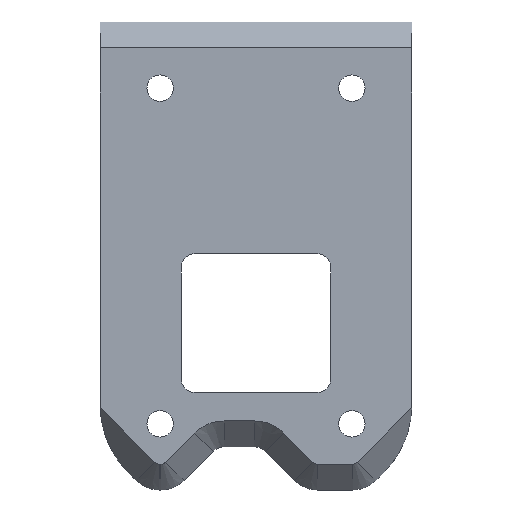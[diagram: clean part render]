
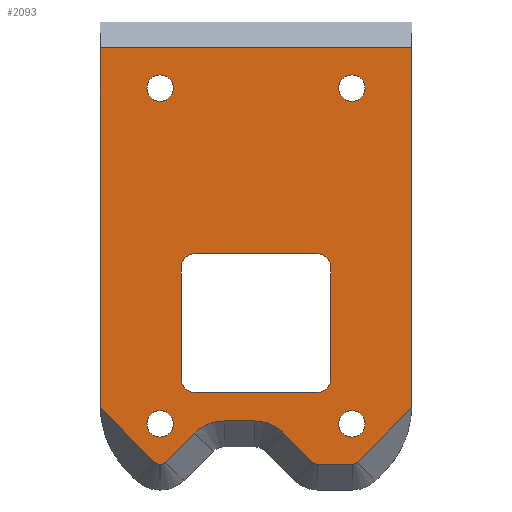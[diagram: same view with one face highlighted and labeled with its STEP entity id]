
A CAD part, front view. The second image highlights one B-rep face of the part: STEP entity #2093.
In plain terms, the highlighted planar face has unit normal (0, -1, 0).
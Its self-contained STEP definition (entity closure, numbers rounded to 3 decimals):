
#22 = VERTEX_POINT('',#23);
#23 = CARTESIAN_POINT('',(-32.5,-2.6,-21.019));
#31 = EDGE_CURVE('',#32,#22,#34,.T.);
#32 = VERTEX_POINT('',#33);
#33 = CARTESIAN_POINT('',(-32.5,-2.6,53.4));
#34 = LINE('',#35,#36);
#35 = CARTESIAN_POINT('',(-32.5,-2.6,35.));
#36 = VECTOR('',#37,1.);
#37 = DIRECTION('',(0.,0.,-1.));
#78 = EDGE_CURVE('',#32,#79,#81,.T.);
#79 = VERTEX_POINT('',#80);
#80 = CARTESIAN_POINT('',(32.5,-2.6,53.4));
#81 = LINE('',#82,#83);
#82 = CARTESIAN_POINT('',(26.,-2.6,53.4));
#83 = VECTOR('',#84,1.);
#84 = DIRECTION('',(1.,0.,0.));
#118 = VERTEX_POINT('',#119);
#119 = CARTESIAN_POINT('',(-32.489,-2.6,-21.677));
#126 = EDGE_CURVE('',#118,#22,#127,.T.);
#127 = CIRCLE('',#128,20.);
#128 = AXIS2_PLACEMENT_3D('',#129,#130,#131);
#129 = CARTESIAN_POINT('',(-12.5,-2.6,-21.019));
#130 = DIRECTION('',(0.,1.,0.));
#131 = DIRECTION('',(-0.924,0.,-0.383));
#142 = EDGE_CURVE('',#143,#79,#145,.T.);
#143 = VERTEX_POINT('',#144);
#144 = CARTESIAN_POINT('',(32.5,-2.6,-21.019));
#145 = LINE('',#146,#147);
#146 = CARTESIAN_POINT('',(32.5,-2.6,-10.5));
#147 = VECTOR('',#148,1.);
#148 = DIRECTION('',(0.,0.,1.));
#191 = VERTEX_POINT('',#192);
#192 = CARTESIAN_POINT('',(-21.176,-2.6,-32.99));
#198 = EDGE_CURVE('',#118,#191,#199,.T.);
#199 = LINE('',#200,#201);
#200 = CARTESIAN_POINT('',(-26.63,-2.6,-27.537));
#201 = VECTOR('',#202,1.);
#202 = DIRECTION('',(0.707,0.,-0.707));
#213 = VERTEX_POINT('',#214);
#214 = CARTESIAN_POINT('',(32.489,-2.6,-21.677));
#239 = EDGE_CURVE('',#143,#213,#240,.T.);
#240 = CIRCLE('',#241,20.);
#241 = AXIS2_PLACEMENT_3D('',#242,#243,#244);
#242 = CARTESIAN_POINT('',(12.5,-2.6,-21.019));
#243 = DIRECTION('',(0.,1.,0.));
#244 = DIRECTION('',(0.924,0.,-0.383));
#255 = VERTEX_POINT('',#256);
#256 = CARTESIAN_POINT('',(-20.186,-2.6,-33.4));
#264 = EDGE_CURVE('',#191,#255,#265,.T.);
#265 = CIRCLE('',#266,1.4);
#266 = AXIS2_PLACEMENT_3D('',#267,#268,#269);
#267 = CARTESIAN_POINT('',(-20.186,-2.6,-32.));
#268 = DIRECTION('',(0.,-1.,0.));
#269 = DIRECTION('',(-0.707,-0.,-0.707));
#288 = EDGE_CURVE('',#289,#213,#291,.T.);
#289 = VERTEX_POINT('',#290);
#290 = CARTESIAN_POINT('',(21.176,-2.6,-32.99));
#291 = LINE('',#292,#293);
#292 = CARTESIAN_POINT('',(33.787,-2.6,-20.38));
#293 = VECTOR('',#294,1.);
#294 = DIRECTION('',(0.707,0.,0.707));
#319 = VERTEX_POINT('',#320);
#320 = CARTESIAN_POINT('',(-19.814,-2.6,-33.4));
#328 = EDGE_CURVE('',#255,#319,#329,.T.);
#329 = LINE('',#330,#331);
#330 = CARTESIAN_POINT('',(-9.907,-2.6,-33.4));
#331 = VECTOR('',#332,1.);
#332 = DIRECTION('',(1.,0.,0.));
#350 = EDGE_CURVE('',#351,#289,#353,.T.);
#351 = VERTEX_POINT('',#352);
#352 = CARTESIAN_POINT('',(20.186,-2.6,-33.4));
#353 = CIRCLE('',#354,1.4);
#354 = AXIS2_PLACEMENT_3D('',#355,#356,#357);
#355 = CARTESIAN_POINT('',(20.186,-2.6,-32.));
#356 = DIRECTION('',(0.,-1.,0.));
#357 = DIRECTION('',(0.,0.,-1.));
#383 = VERTEX_POINT('',#384);
#384 = CARTESIAN_POINT('',(-18.824,-2.6,-32.99));
#392 = EDGE_CURVE('',#319,#383,#393,.T.);
#393 = CIRCLE('',#394,1.4);
#394 = AXIS2_PLACEMENT_3D('',#395,#396,#397);
#395 = CARTESIAN_POINT('',(-19.814,-2.6,-32.));
#396 = DIRECTION('',(0.,-1.,0.));
#397 = DIRECTION('',(0.,-0.,-1.));
#416 = EDGE_CURVE('',#417,#351,#419,.T.);
#417 = VERTEX_POINT('',#418);
#418 = CARTESIAN_POINT('',(12.814,-2.6,-33.4));
#419 = LINE('',#420,#421);
#420 = CARTESIAN_POINT('',(10.093,-2.6,-33.4));
#421 = VECTOR('',#422,1.);
#422 = DIRECTION('',(1.,0.,0.));
#447 = VERTEX_POINT('',#448);
#448 = CARTESIAN_POINT('',(-12.753,-2.6,-26.919));
#456 = EDGE_CURVE('',#383,#447,#457,.T.);
#457 = LINE('',#458,#459);
#458 = CARTESIAN_POINT('',(-0.335,-2.6,-14.501));
#459 = VECTOR('',#460,1.);
#460 = DIRECTION('',(0.707,0.,0.707));
#478 = EDGE_CURVE('',#479,#417,#481,.T.);
#479 = VERTEX_POINT('',#480);
#480 = CARTESIAN_POINT('',(11.824,-2.6,-32.99));
#481 = CIRCLE('',#482,1.4);
#482 = AXIS2_PLACEMENT_3D('',#483,#484,#485);
#483 = CARTESIAN_POINT('',(12.814,-2.6,-32.));
#484 = DIRECTION('',(0.,-1.,0.));
#485 = DIRECTION('',(-0.707,-0.,-0.707));
#520 = EDGE_CURVE('',#447,#521,#523,.T.);
#521 = VERTEX_POINT('',#522);
#522 = CARTESIAN_POINT('',(-6.672,-2.6,-24.4));
#523 = CIRCLE('',#524,8.6);
#524 = AXIS2_PLACEMENT_3D('',#525,#526,#527);
#525 = CARTESIAN_POINT('',(-6.672,-2.6,-33.));
#526 = DIRECTION('',(0.,1.,-0.));
#527 = DIRECTION('',(-0.707,0.,0.707));
#544 = EDGE_CURVE('',#545,#479,#547,.T.);
#545 = VERTEX_POINT('',#546);
#546 = CARTESIAN_POINT('',(5.753,-2.6,-26.919));
#547 = LINE('',#548,#549);
#548 = CARTESIAN_POINT('',(-1.88,-2.6,-19.287));
#549 = VECTOR('',#550,1.);
#550 = DIRECTION('',(0.707,0.,-0.707));
#575 = VERTEX_POINT('',#576);
#576 = CARTESIAN_POINT('',(-0.328,-2.6,-24.4));
#584 = EDGE_CURVE('',#521,#575,#585,.T.);
#585 = LINE('',#586,#587);
#586 = CARTESIAN_POINT('',(-0.164,-2.6,-24.4));
#587 = VECTOR('',#588,1.);
#588 = DIRECTION('',(1.,0.,0.));
#613 = EDGE_CURVE('',#575,#545,#614,.T.);
#614 = CIRCLE('',#615,8.6);
#615 = AXIS2_PLACEMENT_3D('',#616,#617,#618);
#616 = CARTESIAN_POINT('',(-0.328,-2.6,-33.));
#617 = DIRECTION('',(0.,1.,-0.));
#618 = DIRECTION('',(0.,0.,1.));
#2093 = ADVANCED_FACE('',(#2094,#2114,#2184,#2195,#2206,#2217),#2228,.T.
  );
#2094 = FACE_BOUND('',#2095,.T.);
#2095 = EDGE_LOOP('',(#2096,#2097,#2098,#2099,#2100,#2101,#2102,#2103,
    #2104,#2105,#2106,#2107,#2108,#2109,#2110,#2111,#2112,#2113));
#2096 = ORIENTED_EDGE('',*,*,#31,.T.);
#2097 = ORIENTED_EDGE('',*,*,#126,.F.);
#2098 = ORIENTED_EDGE('',*,*,#198,.T.);
#2099 = ORIENTED_EDGE('',*,*,#264,.T.);
#2100 = ORIENTED_EDGE('',*,*,#328,.T.);
#2101 = ORIENTED_EDGE('',*,*,#392,.T.);
#2102 = ORIENTED_EDGE('',*,*,#456,.T.);
#2103 = ORIENTED_EDGE('',*,*,#520,.T.);
#2104 = ORIENTED_EDGE('',*,*,#584,.T.);
#2105 = ORIENTED_EDGE('',*,*,#613,.T.);
#2106 = ORIENTED_EDGE('',*,*,#544,.T.);
#2107 = ORIENTED_EDGE('',*,*,#478,.T.);
#2108 = ORIENTED_EDGE('',*,*,#416,.T.);
#2109 = ORIENTED_EDGE('',*,*,#350,.T.);
#2110 = ORIENTED_EDGE('',*,*,#288,.T.);
#2111 = ORIENTED_EDGE('',*,*,#239,.F.);
#2112 = ORIENTED_EDGE('',*,*,#142,.T.);
#2113 = ORIENTED_EDGE('',*,*,#78,.F.);
#2114 = FACE_BOUND('',#2115,.T.);
#2115 = EDGE_LOOP('',(#2116,#2127,#2135,#2144,#2152,#2161,#2169,#2178));
#2116 = ORIENTED_EDGE('',*,*,#2117,.F.);
#2117 = EDGE_CURVE('',#2118,#2120,#2122,.T.);
#2118 = VERTEX_POINT('',#2119);
#2119 = CARTESIAN_POINT('',(12.625,-2.6,-18.5));
#2120 = VERTEX_POINT('',#2121);
#2121 = CARTESIAN_POINT('',(15.625,-2.6,-15.5));
#2122 = CIRCLE('',#2123,3.);
#2123 = AXIS2_PLACEMENT_3D('',#2124,#2125,#2126);
#2124 = CARTESIAN_POINT('',(12.625,-2.6,-15.5));
#2125 = DIRECTION('',(0.,-1.,0.));
#2126 = DIRECTION('',(0.707,0.,-0.707));
#2127 = ORIENTED_EDGE('',*,*,#2128,.T.);
#2128 = EDGE_CURVE('',#2118,#2129,#2131,.T.);
#2129 = VERTEX_POINT('',#2130);
#2130 = CARTESIAN_POINT('',(-12.625,-2.6,-18.5));
#2131 = LINE('',#2132,#2133);
#2132 = CARTESIAN_POINT('',(7.813,-2.6,-18.5));
#2133 = VECTOR('',#2134,1.);
#2134 = DIRECTION('',(-1.,0.,0.));
#2135 = ORIENTED_EDGE('',*,*,#2136,.F.);
#2136 = EDGE_CURVE('',#2137,#2129,#2139,.T.);
#2137 = VERTEX_POINT('',#2138);
#2138 = CARTESIAN_POINT('',(-15.625,-2.6,-15.5));
#2139 = CIRCLE('',#2140,3.);
#2140 = AXIS2_PLACEMENT_3D('',#2141,#2142,#2143);
#2141 = CARTESIAN_POINT('',(-12.625,-2.6,-15.5));
#2142 = DIRECTION('',(0.,-1.,0.));
#2143 = DIRECTION('',(-0.707,-0.,-0.707));
#2144 = ORIENTED_EDGE('',*,*,#2145,.T.);
#2145 = EDGE_CURVE('',#2137,#2146,#2148,.T.);
#2146 = VERTEX_POINT('',#2147);
#2147 = CARTESIAN_POINT('',(-15.625,-2.6,7.5));
#2148 = LINE('',#2149,#2150);
#2149 = CARTESIAN_POINT('',(-15.625,-2.6,-4.25));
#2150 = VECTOR('',#2151,1.);
#2151 = DIRECTION('',(0.,0.,1.));
#2152 = ORIENTED_EDGE('',*,*,#2153,.F.);
#2153 = EDGE_CURVE('',#2154,#2146,#2156,.T.);
#2154 = VERTEX_POINT('',#2155);
#2155 = CARTESIAN_POINT('',(-12.625,-2.6,10.5));
#2156 = CIRCLE('',#2157,3.);
#2157 = AXIS2_PLACEMENT_3D('',#2158,#2159,#2160);
#2158 = CARTESIAN_POINT('',(-12.625,-2.6,7.5));
#2159 = DIRECTION('',(0.,-1.,0.));
#2160 = DIRECTION('',(-0.707,0.,0.707));
#2161 = ORIENTED_EDGE('',*,*,#2162,.F.);
#2162 = EDGE_CURVE('',#2163,#2154,#2165,.T.);
#2163 = VERTEX_POINT('',#2164);
#2164 = CARTESIAN_POINT('',(12.625,-2.6,10.5));
#2165 = LINE('',#2166,#2167);
#2166 = CARTESIAN_POINT('',(-1.641,-2.6,10.5));
#2167 = VECTOR('',#2168,1.);
#2168 = DIRECTION('',(-1.,0.,0.));
#2169 = ORIENTED_EDGE('',*,*,#2170,.F.);
#2170 = EDGE_CURVE('',#2171,#2163,#2173,.T.);
#2171 = VERTEX_POINT('',#2172);
#2172 = CARTESIAN_POINT('',(15.625,-2.6,7.5));
#2173 = CIRCLE('',#2174,3.);
#2174 = AXIS2_PLACEMENT_3D('',#2175,#2176,#2177);
#2175 = CARTESIAN_POINT('',(12.625,-2.6,7.5));
#2176 = DIRECTION('',(0.,-1.,0.));
#2177 = DIRECTION('',(0.707,0.,0.707));
#2178 = ORIENTED_EDGE('',*,*,#2179,.F.);
#2179 = EDGE_CURVE('',#2120,#2171,#2180,.T.);
#2180 = LINE('',#2181,#2182);
#2181 = CARTESIAN_POINT('',(15.625,-2.6,21.622));
#2182 = VECTOR('',#2183,1.);
#2183 = DIRECTION('',(0.,0.,1.));
#2184 = FACE_BOUND('',#2185,.T.);
#2185 = EDGE_LOOP('',(#2186));
#2186 = ORIENTED_EDGE('',*,*,#2187,.T.);
#2187 = EDGE_CURVE('',#2188,#2188,#2190,.T.);
#2188 = VERTEX_POINT('',#2189);
#2189 = CARTESIAN_POINT('',(-22.75,-2.6,45.));
#2190 = CIRCLE('',#2191,2.75);
#2191 = AXIS2_PLACEMENT_3D('',#2192,#2193,#2194);
#2192 = CARTESIAN_POINT('',(-20.,-2.6,45.));
#2193 = DIRECTION('',(-0.,1.,0.));
#2194 = DIRECTION('',(1.,0.,0.));
#2195 = FACE_BOUND('',#2196,.T.);
#2196 = EDGE_LOOP('',(#2197));
#2197 = ORIENTED_EDGE('',*,*,#2198,.T.);
#2198 = EDGE_CURVE('',#2199,#2199,#2201,.T.);
#2199 = VERTEX_POINT('',#2200);
#2200 = CARTESIAN_POINT('',(-22.75,-2.6,-25.));
#2201 = CIRCLE('',#2202,2.75);
#2202 = AXIS2_PLACEMENT_3D('',#2203,#2204,#2205);
#2203 = CARTESIAN_POINT('',(-20.,-2.6,-25.));
#2204 = DIRECTION('',(-0.,1.,0.));
#2205 = DIRECTION('',(1.,0.,0.));
#2206 = FACE_BOUND('',#2207,.T.);
#2207 = EDGE_LOOP('',(#2208));
#2208 = ORIENTED_EDGE('',*,*,#2209,.T.);
#2209 = EDGE_CURVE('',#2210,#2210,#2212,.T.);
#2210 = VERTEX_POINT('',#2211);
#2211 = CARTESIAN_POINT('',(17.25,-2.6,45.));
#2212 = CIRCLE('',#2213,2.75);
#2213 = AXIS2_PLACEMENT_3D('',#2214,#2215,#2216);
#2214 = CARTESIAN_POINT('',(20.,-2.6,45.));
#2215 = DIRECTION('',(-0.,1.,0.));
#2216 = DIRECTION('',(1.,0.,0.));
#2217 = FACE_BOUND('',#2218,.T.);
#2218 = EDGE_LOOP('',(#2219));
#2219 = ORIENTED_EDGE('',*,*,#2220,.T.);
#2220 = EDGE_CURVE('',#2221,#2221,#2223,.T.);
#2221 = VERTEX_POINT('',#2222);
#2222 = CARTESIAN_POINT('',(17.25,-2.6,-25.));
#2223 = CIRCLE('',#2224,2.75);
#2224 = AXIS2_PLACEMENT_3D('',#2225,#2226,#2227);
#2225 = CARTESIAN_POINT('',(20.,-2.6,-25.));
#2226 = DIRECTION('',(-0.,1.,0.));
#2227 = DIRECTION('',(1.,0.,0.));
#2228 = PLANE('',#2229);
#2229 = AXIS2_PLACEMENT_3D('',#2230,#2231,#2232);
#2230 = CARTESIAN_POINT('',(-0.077,-2.6,12.028));
#2231 = DIRECTION('',(-0.,-1.,-0.));
#2232 = DIRECTION('',(0.,0.,-1.));
